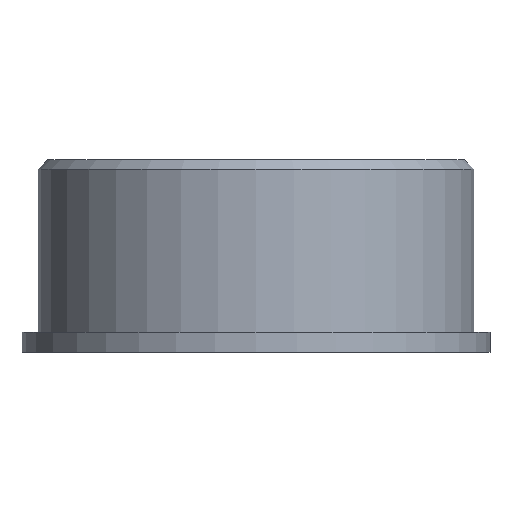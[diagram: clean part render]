
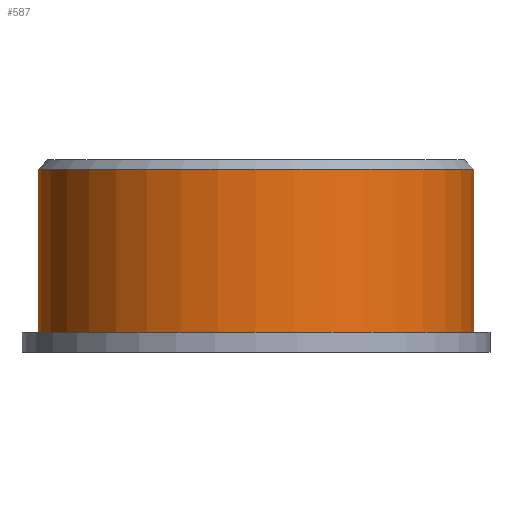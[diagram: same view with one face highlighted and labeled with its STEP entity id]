
A CAD part, front view. The second image highlights one B-rep face of the part: STEP entity #587.
In plain terms, the highlighted cylindrical face has radius 8.15 mm (diameter 16.3 mm), a partial arc.
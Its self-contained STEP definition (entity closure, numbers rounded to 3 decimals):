
#483=AXIS2_PLACEMENT_3D('Circle Axis2P3D',#481,#482,$) ;
#548=AXIS2_PLACEMENT_3D('Cylinder Axis2P3D',#545,#546,#547) ;
#578=AXIS2_PLACEMENT_3D('Circle Axis2P3D',#576,#577,$) ;
#459=CARTESIAN_POINT('Vertex',(8.15,0.,3.24)) ;
#466=CARTESIAN_POINT('Vertex',(-8.15,0.,3.24)) ;
#481=CARTESIAN_POINT('Axis2P3D Location',(0.,0.,3.24)) ;
#545=CARTESIAN_POINT('Axis2P3D Location',(0.,0.,3.6)) ;
#554=CARTESIAN_POINT('Vertex',(8.15,0.,-2.85)) ;
#556=CARTESIAN_POINT('Vertex',(-8.15,0.,-2.85)) ;
#559=CARTESIAN_POINT('Line Origine',(-8.15,0.,3.6)) ;
#564=CARTESIAN_POINT('Line Origine',(8.15,0.,3.6)) ;
#576=CARTESIAN_POINT('Axis2P3D Location',(0.,0.,-2.85)) ;
#482=DIRECTION('Axis2P3D Direction',(0.,0.,-1.)) ;
#546=DIRECTION('Axis2P3D Direction',(0.,-0.,1.)) ;
#547=DIRECTION('Axis2P3D XDirection',(1.,0.,0.)) ;
#560=DIRECTION('Vector Direction',(0.,0.,1.)) ;
#565=DIRECTION('Vector Direction',(0.,0.,1.)) ;
#577=DIRECTION('Axis2P3D Direction',(0.,-0.,1.)) ;
#561=VECTOR('Line Direction',#560,1.) ;
#566=VECTOR('Line Direction',#565,1.) ;
#582=ORIENTED_EDGE('',*,*,#563,.F.) ;
#583=ORIENTED_EDGE('',*,*,#580,.T.) ;
#584=ORIENTED_EDGE('',*,*,#568,.T.) ;
#585=ORIENTED_EDGE('',*,*,#485,.T.) ;
#587=ADVANCED_FACE('Imported2',(#586),#549,.T.) ;
#484=CIRCLE('generated circle',#483,8.15) ;
#579=CIRCLE('generated circle',#578,8.15) ;
#549=CYLINDRICAL_SURFACE('generated cylinder',#548,8.15) ;
#485=EDGE_CURVE('',#460,#467,#484,.T.) ;
#563=EDGE_CURVE('',#557,#467,#562,.T.) ;
#568=EDGE_CURVE('',#555,#460,#567,.T.) ;
#580=EDGE_CURVE('',#557,#555,#579,.T.) ;
#581=EDGE_LOOP('',(#582,#583,#584,#585)) ;
#586=FACE_OUTER_BOUND('',#581,.T.) ;
#562=LINE('Line',#559,#561) ;
#567=LINE('Line',#564,#566) ;
#460=VERTEX_POINT('',#459) ;
#467=VERTEX_POINT('',#466) ;
#555=VERTEX_POINT('',#554) ;
#557=VERTEX_POINT('',#556) ;
